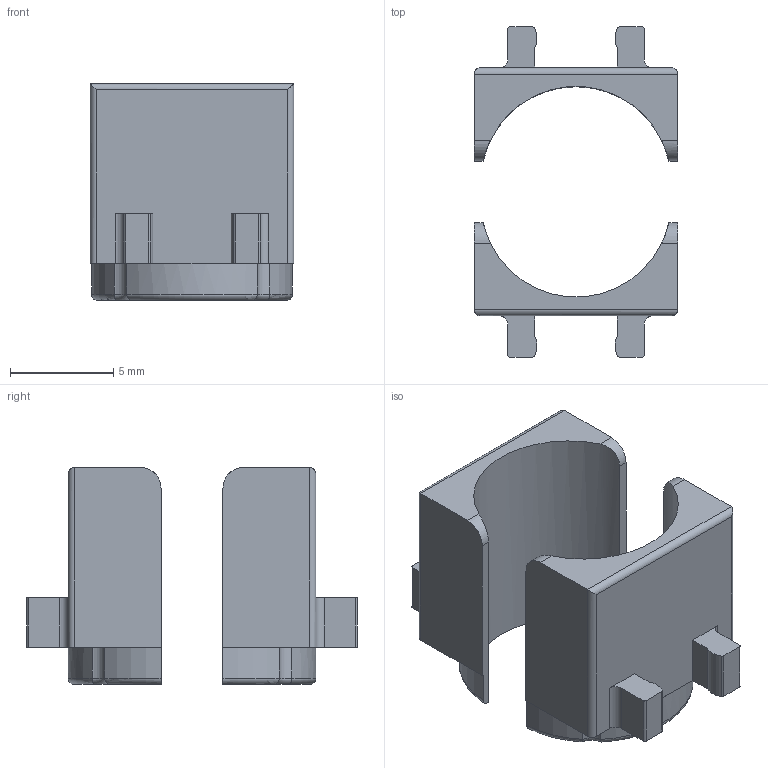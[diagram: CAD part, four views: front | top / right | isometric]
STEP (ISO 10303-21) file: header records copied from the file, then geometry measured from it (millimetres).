
FILE_DESCRIPTION((''),'2;1');
FILE_NAME('33516057303','2019-10-31T',('presta_be4'),(''),'CREO PARAMETRIC BY PTC INC, 2018360','CREO PARAMETRIC BY PTC INC, 2018360','');
FILE_SCHEMA(('CONFIG_CONTROL_DESIGN'));
Length unit declared in the file: millimetre
Products named in the file (1): 33516057303
Bounding box: 9.85 x 16 x 10.5 mm (x, y, z)
Volume: 409.5 mm3; surface area: 784.9 mm2
Topology: 2 solids, 2 shells, 82 faces, 220 edges, 142 vertices
Faces by surface type: cylinder 38, plane 34, torus 10
Entity records: 2736 total; most frequent: CARTESIAN_POINT 616, DIRECTION 440, ORIENTED_EDGE 440, EDGE_CURVE 220, AXIS2_PLACEMENT_3D 158, VERTEX_POINT 142, VECTOR 124, LINE 124
